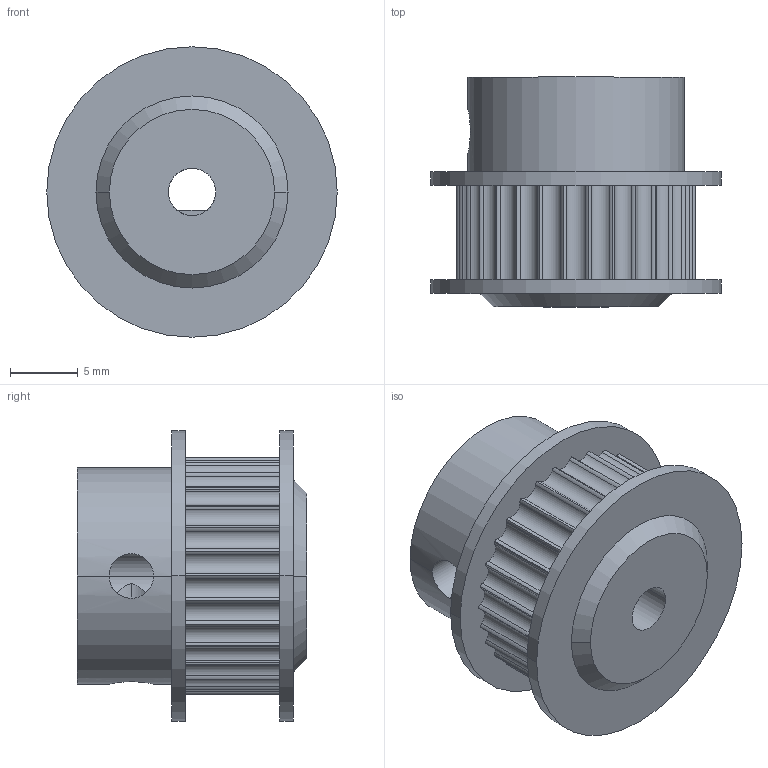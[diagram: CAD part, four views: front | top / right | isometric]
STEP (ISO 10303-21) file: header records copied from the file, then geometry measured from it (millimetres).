
FILE_DESCRIPTION (( 'STEP AP214' ), '1' );
FILE_NAME ('GT2 r1.75.STEP', '2022-04-11T06:34:33', ( '' ), ( '' ), 'SwSTEP 2.0', 'SolidWorks 2020', '' );
FILE_SCHEMA (( 'AUTOMOTIVE_DESIGN' ));
Length unit declared in the file: millimetre
Products named in the file (1): GT2 r1.75
Bounding box: 21.5 x 17 x 21.5 mm (x, y, z)
Volume: 3571.7 mm3; surface area: 2242.6 mm2
Topology: 1 solids, 1 shells, 128 faces, 374 edges, 249 vertices
Faces by surface type: cylinder 118, plane 8, cone 2
Entity records: 4606 total; most frequent: CARTESIAN_POINT 958, DIRECTION 852, ORIENTED_EDGE 748, EDGE_CURVE 374, AXIS2_PLACEMENT_3D 363, VERTEX_POINT 249, CIRCLE 234, EDGE_LOOP 135
